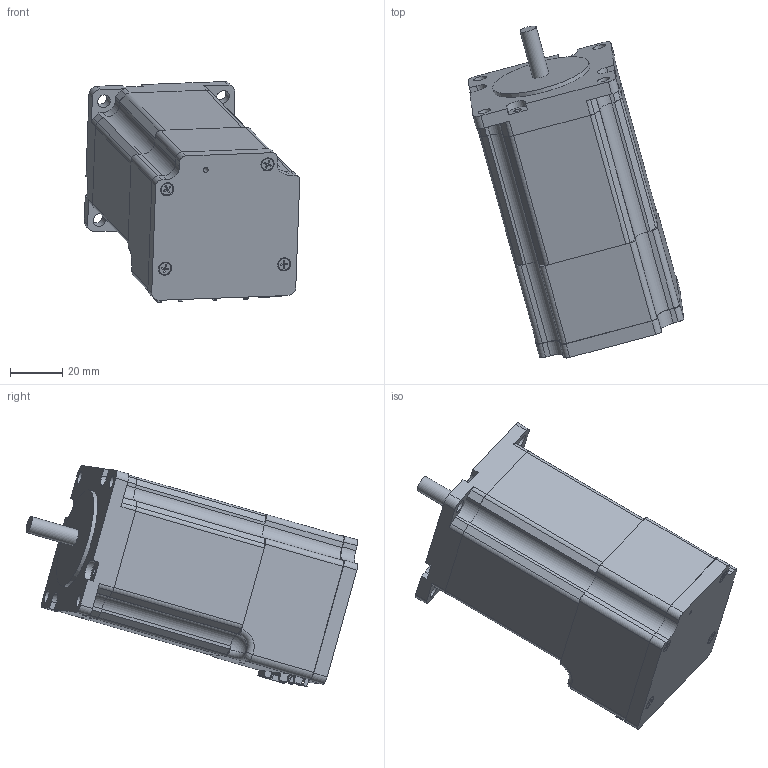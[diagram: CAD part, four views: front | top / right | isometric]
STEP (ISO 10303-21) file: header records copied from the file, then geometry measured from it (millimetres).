
FILE_DESCRIPTION((''),'2;1');
FILE_NAME('PD4-N5918L4204.stp','2010-08-25T13:09:35',('wei_j'),(''),'Autodesk Inventor 2010','Autodesk Inventor 2010','');
FILE_SCHEMA(('AUTOMOTIVE_DESIGN { 1 0 10303 214 1 1 1 1 }'));
Length unit declared in the file: millimetre
Products named in the file (1): PD4-N5918L4204
Bounding box: 82.34 x 126.89 x 84.41 mm (x, y, z)
Volume: 226177.6 mm3; surface area: 48291.9 mm2
Topology: 4 solids, 4 shells, 811 faces, 2179 edges, 1407 vertices
Faces by surface type: plane 478, cylinder 220, cone 74, torus 20, bspline 17, sphere 2
Full cylindrical faces by diameter (mm): 0.5 x20, 1 x2, 1.3 x2, 2 x6, 2.1 x2, 2.224 x4, 2.5 x10, 3 x4, 3.2 x4, 4.7 x4, 5 x1, 6.35 x1, 16.5 x1, 22 x1, 34.9 x1, 38.1 x1
Entity records: 25456 total; most frequent: CARTESIAN_POINT 5023, DIRECTION 4121, ORIENTED_EDGE 4032, EDGE_CURVE 2016, AXIS2_PLACEMENT_3D 1395, VERTEX_POINT 1364, VECTOR 1331, LINE 1331
